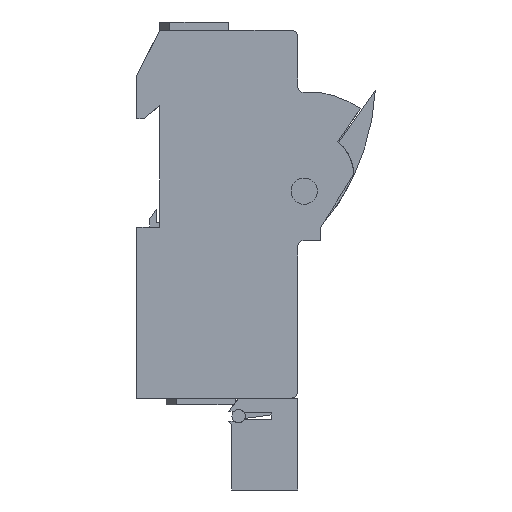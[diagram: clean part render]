
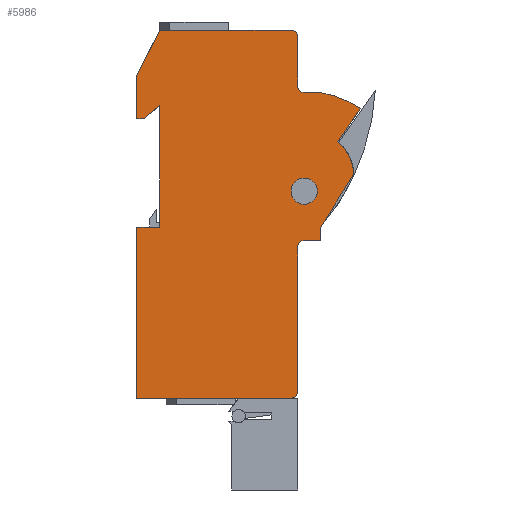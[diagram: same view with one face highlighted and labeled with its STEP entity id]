
A CAD part, left-side view. The second image highlights one B-rep face of the part: STEP entity #5986.
In plain terms, the highlighted face is planar.
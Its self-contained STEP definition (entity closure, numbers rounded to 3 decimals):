
#84=LINE('',#8985,#798);
#101=LINE('',#9025,#815);
#109=LINE('',#9048,#823);
#116=LINE('',#9062,#830);
#150=LINE('',#9135,#864);
#155=LINE('',#9146,#869);
#167=LINE('',#9168,#881);
#172=LINE('',#9178,#886);
#178=LINE('',#9189,#892);
#184=LINE('',#9203,#898);
#188=LINE('',#9212,#902);
#192=LINE('',#9219,#906);
#198=LINE('',#9234,#912);
#201=LINE('',#9242,#915);
#204=LINE('',#9252,#918);
#211=LINE('',#9267,#925);
#798=VECTOR('',#7316,1000.);
#815=VECTOR('',#7345,1000.);
#823=VECTOR('',#7363,1000.);
#830=VECTOR('',#7372,1000.);
#864=VECTOR('',#7428,1000.);
#869=VECTOR('',#7437,1000.);
#881=VECTOR('',#7453,1000.);
#886=VECTOR('',#7462,1000.);
#892=VECTOR('',#7472,1000.);
#898=VECTOR('',#7486,1000.);
#902=VECTOR('',#7492,1000.);
#906=VECTOR('',#7498,1000.);
#912=VECTOR('',#7512,1000.);
#915=VECTOR('',#7521,1000.);
#918=VECTOR('',#7532,1000.);
#925=VECTOR('',#7545,1000.);
#1529=PLANE('',#6876);
#1986=ORIENTED_EDGE('',*,*,#3653,.F.);
#1987=ORIENTED_EDGE('',*,*,#3584,.T.);
#1988=ORIENTED_EDGE('',*,*,#3527,.T.);
#1989=ORIENTED_EDGE('',*,*,#3508,.T.);
#1990=ORIENTED_EDGE('',*,*,#3533,.T.);
#1991=ORIENTED_EDGE('',*,*,#3538,.T.);
#1992=ORIENTED_EDGE('',*,*,#3617,.F.);
#1993=ORIENTED_EDGE('',*,*,#3619,.T.);
#1994=ORIENTED_EDGE('',*,*,#3623,.T.);
#1995=ORIENTED_EDGE('',*,*,#3627,.T.);
#1996=ORIENTED_EDGE('',*,*,#3630,.T.);
#1997=ORIENTED_EDGE('',*,*,#3635,.T.);
#1998=ORIENTED_EDGE('',*,*,#3637,.T.);
#1999=ORIENTED_EDGE('',*,*,#3639,.T.);
#2000=ORIENTED_EDGE('',*,*,#3641,.F.);
#2001=ORIENTED_EDGE('',*,*,#3644,.T.);
#2002=ORIENTED_EDGE('',*,*,#3646,.T.);
#2003=ORIENTED_EDGE('',*,*,#3652,.T.);
#2004=ORIENTED_EDGE('',*,*,#3589,.T.);
#2005=ORIENTED_EDGE('',*,*,#3601,.T.);
#2006=ORIENTED_EDGE('',*,*,#3606,.T.);
#2007=ORIENTED_EDGE('',*,*,#3612,.T.);
#2008=ORIENTED_EDGE('',*,*,#3545,.T.);
#3508=EDGE_CURVE('',#4374,#4373,#84,.T.);
#3527=EDGE_CURVE('',#4391,#4374,#101,.T.);
#3533=EDGE_CURVE('',#4373,#4395,#4951,.T.);
#3538=EDGE_CURVE('',#4395,#4400,#109,.T.);
#3545=EDGE_CURVE('',#4407,#4406,#116,.T.);
#3584=EDGE_CURVE('',#4406,#4391,#150,.T.);
#3589=EDGE_CURVE('',#4439,#4438,#155,.T.);
#3601=EDGE_CURVE('',#4438,#4446,#167,.T.);
#3606=EDGE_CURVE('',#4446,#4449,#172,.T.);
#3612=EDGE_CURVE('',#4449,#4407,#178,.T.);
#3617=EDGE_CURVE('',#4455,#4400,#4958,.T.);
#3619=EDGE_CURVE('',#4455,#4456,#184,.T.);
#3623=EDGE_CURVE('',#4456,#4460,#188,.T.);
#3627=EDGE_CURVE('',#4460,#4462,#192,.T.);
#3630=EDGE_CURVE('',#4462,#4464,#4960,.T.);
#3635=EDGE_CURVE('',#4464,#4467,#198,.T.);
#3637=EDGE_CURVE('',#4467,#4468,#4961,.T.);
#3639=EDGE_CURVE('',#4468,#4469,#201,.T.);
#3641=EDGE_CURVE('',#4470,#4469,#4962,.T.);
#3644=EDGE_CURVE('',#4470,#4472,#204,.T.);
#3646=EDGE_CURVE('',#4472,#4473,#4964,.T.);
#3652=EDGE_CURVE('',#4473,#4439,#211,.T.);
#3653=EDGE_CURVE('',#4478,#4478,#4965,.T.);
#4373=VERTEX_POINT('',#8984);
#4374=VERTEX_POINT('',#8986);
#4391=VERTEX_POINT('',#9026);
#4395=VERTEX_POINT('',#9036);
#4400=VERTEX_POINT('',#9047);
#4406=VERTEX_POINT('',#9061);
#4407=VERTEX_POINT('',#9063);
#4438=VERTEX_POINT('',#9145);
#4439=VERTEX_POINT('',#9147);
#4446=VERTEX_POINT('',#9167);
#4449=VERTEX_POINT('',#9177);
#4455=VERTEX_POINT('',#9198);
#4456=VERTEX_POINT('',#9202);
#4460=VERTEX_POINT('',#9211);
#4462=VERTEX_POINT('',#9218);
#4464=VERTEX_POINT('',#9224);
#4467=VERTEX_POINT('',#9233);
#4468=VERTEX_POINT('',#9237);
#4469=VERTEX_POINT('',#9241);
#4470=VERTEX_POINT('',#9245);
#4472=VERTEX_POINT('',#9251);
#4473=VERTEX_POINT('',#9255);
#4478=VERTEX_POINT('',#9270);
#4951=CIRCLE('',#6833,2.);
#4958=CIRCLE('',#6858,2.);
#4960=CIRCLE('',#6864,12.69);
#4961=CIRCLE('',#6867,30.41);
#4962=CIRCLE('',#6870,2.);
#4964=CIRCLE('',#6874,2.);
#4965=CIRCLE('',#6877,4.);
#5128=EDGE_LOOP('',(#1986));
#5129=EDGE_LOOP('',(#1987,#1988,#1989,#1990,#1991,#1992,#1993,#1994,#1995,
#1996,#1997,#1998,#1999,#2000,#2001,#2002,#2003,#2004,#2005,#2006,#2007,
#2008));
#5530=FACE_BOUND('',#5128,.T.);
#5531=FACE_BOUND('',#5129,.T.);
#5986=ADVANCED_FACE('',(#5530,#5531),#1529,.T.);
#6833=AXIS2_PLACEMENT_3D('',#9037,#7354,#7355);
#6858=AXIS2_PLACEMENT_3D('',#9199,#7481,#7482);
#6864=AXIS2_PLACEMENT_3D('',#9225,#7504,#7505);
#6867=AXIS2_PLACEMENT_3D('',#9238,#7516,#7517);
#6870=AXIS2_PLACEMENT_3D('',#9246,#7525,#7526);
#6874=AXIS2_PLACEMENT_3D('',#9256,#7536,#7537);
#6876=AXIS2_PLACEMENT_3D('',#9268,#7546,#7547);
#6877=AXIS2_PLACEMENT_3D('',#9269,#7548,#7549);
#7316=DIRECTION('',(1.,0.,0.));
#7345=DIRECTION('',(0.,-1.,0.));
#7354=DIRECTION('',(0.,0.,1.));
#7355=DIRECTION('',(1.,0.,0.));
#7363=DIRECTION('',(0.,1.,0.));
#7372=DIRECTION('',(0.,-1.,0.));
#7428=DIRECTION('',(-1.,0.,0.));
#7437=DIRECTION('',(-0.454,-0.891,0.));
#7453=DIRECTION('',(0.,-1.,0.));
#7462=DIRECTION('',(1.,0.,0.));
#7472=DIRECTION('',(0.777,0.629,0.));
#7481=DIRECTION('',(0.,0.,1.));
#7482=DIRECTION('',(1.,0.,0.));
#7486=DIRECTION('',(1.,0.,0.));
#7492=DIRECTION('',(0.,1.,0.));
#7498=DIRECTION('',(0.53,0.848,0.));
#7504=DIRECTION('',(0.,0.,1.));
#7505=DIRECTION('',(1.,0.,0.));
#7512=DIRECTION('',(0.559,0.829,0.));
#7516=DIRECTION('',(0.,0.,1.));
#7517=DIRECTION('',(1.,0.,0.));
#7521=DIRECTION('',(-1.,0.,0.));
#7525=DIRECTION('',(0.,0.,1.));
#7526=DIRECTION('',(1.,0.,0.));
#7532=DIRECTION('',(0.,1.,0.));
#7536=DIRECTION('',(0.,0.,1.));
#7537=DIRECTION('',(1.,0.,0.));
#7545=DIRECTION('',(-1.,0.,0.));
#7546=DIRECTION('',(0.,0.,1.));
#7547=DIRECTION('',(1.,0.,0.));
#7548=DIRECTION('',(0.,0.,1.));
#7549=DIRECTION('',(1.,0.,0.));
#8984=CARTESIAN_POINT('',(47.,0.,18.));
#8985=CARTESIAN_POINT('',(0.,0.,18.));
#8986=CARTESIAN_POINT('',(0.,0.,18.));
#9025=CARTESIAN_POINT('',(0.,52.,18.));
#9026=CARTESIAN_POINT('',(0.,52.,18.));
#9036=CARTESIAN_POINT('',(49.,2.,18.));
#9037=CARTESIAN_POINT('',(47.,2.,18.));
#9047=CARTESIAN_POINT('',(49.,46.,18.));
#9048=CARTESIAN_POINT('',(49.,2.,18.));
#9061=CARTESIAN_POINT('',(7.,52.,18.));
#9062=CARTESIAN_POINT('',(7.,89.049,18.));
#9063=CARTESIAN_POINT('',(7.,89.049,18.));
#9135=CARTESIAN_POINT('',(7.,52.,18.));
#9145=CARTESIAN_POINT('',(0.,98.262,18.));
#9146=CARTESIAN_POINT('',(7.,112.,18.));
#9147=CARTESIAN_POINT('',(7.,112.,18.));
#9167=CARTESIAN_POINT('',(0.,85.,18.));
#9168=CARTESIAN_POINT('',(0.,98.262,18.));
#9177=CARTESIAN_POINT('',(2.,85.,18.));
#9178=CARTESIAN_POINT('',(0.,85.,18.));
#9189=CARTESIAN_POINT('',(2.,85.,18.));
#9198=CARTESIAN_POINT('',(51.,48.,18.));
#9199=CARTESIAN_POINT('',(51.,46.,18.));
#9202=CARTESIAN_POINT('',(56.,48.,18.));
#9203=CARTESIAN_POINT('',(51.,48.,18.));
#9211=CARTESIAN_POINT('',(56.,52.,18.));
#9212=CARTESIAN_POINT('',(56.,48.,18.));
#9218=CARTESIAN_POINT('',(66.,68.003,18.));
#9219=CARTESIAN_POINT('',(56.,52.,18.));
#9224=CARTESIAN_POINT('',(61.236,77.97,18.));
#9225=CARTESIAN_POINT('',(53.31,68.06,18.));
#9233=CARTESIAN_POINT('',(68.1,88.147,18.));
#9234=CARTESIAN_POINT('',(61.236,77.97,18.));
#9237=CARTESIAN_POINT('',(55.977,93.,18.));
#9238=CARTESIAN_POINT('',(51.,63.,18.));
#9241=CARTESIAN_POINT('',(51.,93.,18.));
#9242=CARTESIAN_POINT('',(55.977,93.,18.));
#9245=CARTESIAN_POINT('',(49.,95.,18.));
#9246=CARTESIAN_POINT('',(51.,95.,18.));
#9251=CARTESIAN_POINT('',(49.,110.,18.));
#9252=CARTESIAN_POINT('',(49.,95.,18.));
#9255=CARTESIAN_POINT('',(47.,112.,18.));
#9256=CARTESIAN_POINT('',(47.,110.,18.));
#9267=CARTESIAN_POINT('',(47.,112.,18.));
#9268=CARTESIAN_POINT('',(47.,2.,18.));
#9269=CARTESIAN_POINT('',(51.,63.,18.));
#9270=CARTESIAN_POINT('',(55.,63.,18.));
